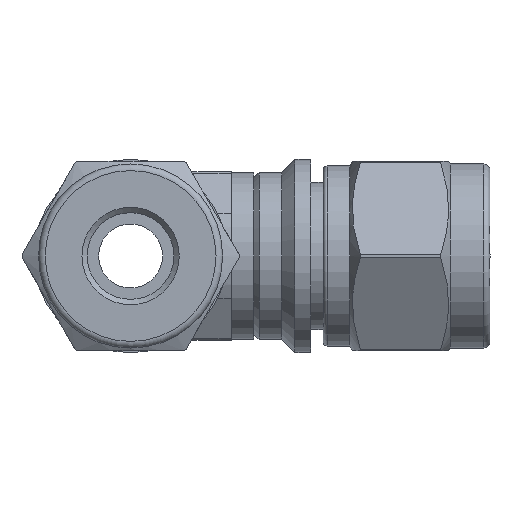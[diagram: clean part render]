
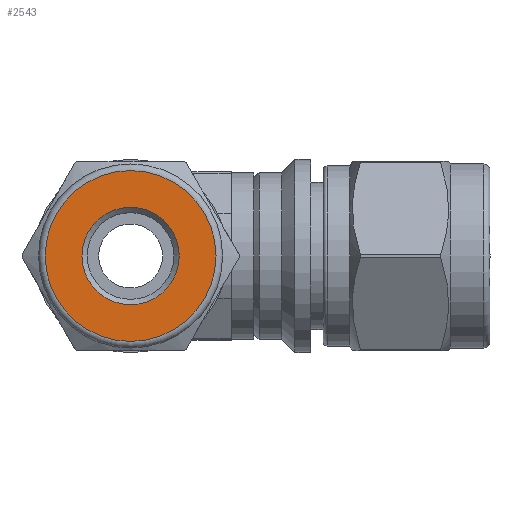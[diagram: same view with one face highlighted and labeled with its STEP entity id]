
A CAD part, left-side view. The second image highlights one B-rep face of the part: STEP entity #2543.
In plain terms, the highlighted planar face has unit normal (-1, 0, 0).
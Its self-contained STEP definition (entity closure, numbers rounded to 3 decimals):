
#58=FACE_BOUND('',#594,.T.);
#216=CIRCLE('',#2804,3.675);
#217=CIRCLE('',#2806,6.45);
#415=FACE_OUTER_BOUND('',#593,.T.);
#593=EDGE_LOOP('',(#1940));
#594=EDGE_LOOP('',(#1941));
#1151=VERTEX_POINT('',#4285);
#1152=VERTEX_POINT('',#4289);
#1435=EDGE_CURVE('',#1151,#1151,#216,.T.);
#1436=EDGE_CURVE('',#1152,#1152,#217,.T.);
#1940=ORIENTED_EDGE('',*,*,#1436,.F.);
#1941=ORIENTED_EDGE('',*,*,#1435,.T.);
#2451=PLANE('',#2805);
#2543=ADVANCED_FACE('',(#415,#58),#2451,.T.);
#2804=AXIS2_PLACEMENT_3D('',#4287,#3356,#3357);
#2805=AXIS2_PLACEMENT_3D('',#4288,#3358,#3359);
#2806=AXIS2_PLACEMENT_3D('',#4290,#3360,#3361);
#3356=DIRECTION('center_axis',(1.,0.,0.));
#3357=DIRECTION('ref_axis',(0.,0.,-1.));
#3358=DIRECTION('center_axis',(-1.,0.,0.));
#3359=DIRECTION('ref_axis',(0.,0.,1.));
#3360=DIRECTION('center_axis',(1.,0.,0.));
#3361=DIRECTION('ref_axis',(0.,0.,-1.));
#4285=CARTESIAN_POINT('',(-27.139,-3.675,0.));
#4287=CARTESIAN_POINT('Origin',(-27.139,0.,
0.));
#4288=CARTESIAN_POINT('Origin',(-27.139,6.45,0.));
#4289=CARTESIAN_POINT('',(-27.139,0.,6.45));
#4290=CARTESIAN_POINT('Origin',(-27.139,0.,
0.));
